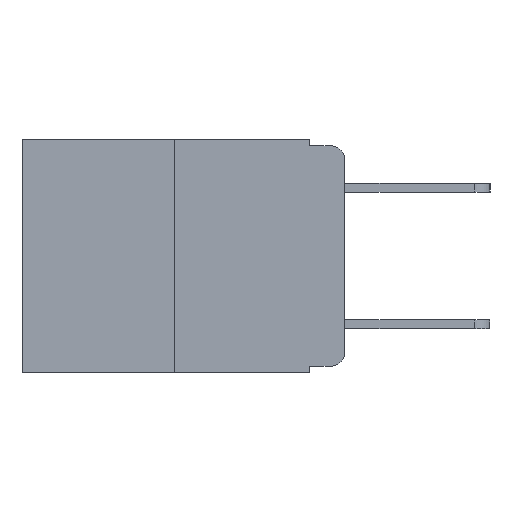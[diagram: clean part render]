
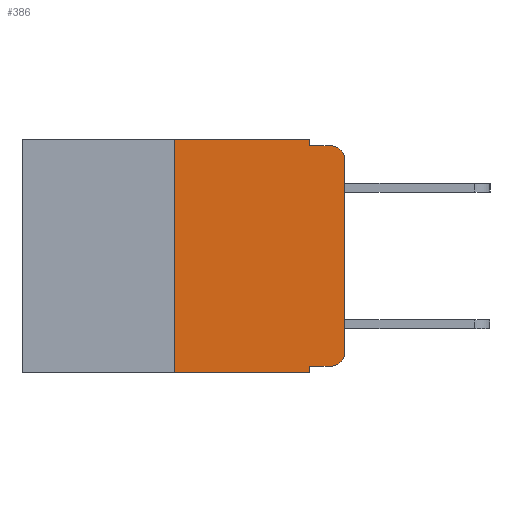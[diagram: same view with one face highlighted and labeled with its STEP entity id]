
A CAD part, left-side view. The second image highlights one B-rep face of the part: STEP entity #386.
In plain terms, the highlighted planar face has unit normal (-1, 0, 0).
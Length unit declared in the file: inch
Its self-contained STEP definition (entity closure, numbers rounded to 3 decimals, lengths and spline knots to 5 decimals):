
#62 = VECTOR ( 'NONE', #14800, 39.37008 ) ;
#323 = LINE ( 'NONE', #7451, #11330 ) ;
#386 = ADVANCED_FACE ( 'NONE', ( #14054 ), #4044, .F. ) ;
#439 = EDGE_LOOP ( 'NONE', ( #8223, #9820, #11269, #11723, #11770, #12632, #14120, #1372, #2864, #5897 ) ) ;
#454 = DIRECTION ( 'NONE',  ( 0., 0., -1. ) ) ;
#464 = CARTESIAN_POINT ( 'NONE',  ( 0., 0.25, 0. ) ) ;
#485 = CARTESIAN_POINT ( 'NONE',  ( 0., 0.02, -0.313 ) ) ;
#672 = DIRECTION ( 'NONE',  ( 0., 0., 1. ) ) ;
#754 = DIRECTION ( 'NONE',  ( 0., -1., 0. ) ) ;
#1270 = DIRECTION ( 'NONE',  ( 0., 0., -1. ) ) ;
#1294 = DIRECTION ( 'NONE',  ( -1., 0., 0. ) ) ;
#1372 = ORIENTED_EDGE ( 'NONE', *, *, #5634, .F. ) ;
#2079 = AXIS2_PLACEMENT_3D ( 'NONE', #5617, #10528, #10519 ) ;
#2094 = LINE ( 'NONE', #464, #12669 ) ;
#2559 = VECTOR ( 'NONE', #454, 39.37008 ) ;
#2864 = ORIENTED_EDGE ( 'NONE', *, *, #5636, .T. ) ;
#3247 = VERTEX_POINT ( 'NONE', #15205 ) ;
#3951 = CIRCLE ( 'NONE', #7885, 0.02 ) ;
#4020 = VERTEX_POINT ( 'NONE', #6762 ) ;
#4044 = PLANE ( 'NONE',  #2079 ) ;
#4538 = VERTEX_POINT ( 'NONE', #11184 ) ;
#4693 = LINE ( 'NONE', #14778, #62 ) ;
#4788 = EDGE_CURVE ( 'NONE', #10123, #11209, #7211, .T. ) ;
#4910 = VERTEX_POINT ( 'NONE', #5132 ) ;
#5100 = EDGE_CURVE ( 'NONE', #6375, #10718, #4693, .T. ) ;
#5132 = CARTESIAN_POINT ( 'NONE',  ( 0., 0.02, -0.333 ) ) ;
#5237 = CARTESIAN_POINT ( 'NONE',  ( 0., 0.051, -0.333 ) ) ;
#5548 = EDGE_CURVE ( 'NONE', #3247, #7868, #323, .T. ) ;
#5575 = EDGE_CURVE ( 'NONE', #7868, #4020, #3951, .T. ) ;
#5578 = EDGE_CURVE ( 'NONE', #4538, #4020, #7356, .T. ) ;
#5611 = VECTOR ( 'NONE', #16879, 39.37008 ) ;
#5612 = DIRECTION ( 'NONE',  ( 0., -1., 0. ) ) ;
#5617 = CARTESIAN_POINT ( 'NONE',  ( 0., 0.473, 0. ) ) ;
#5628 = EDGE_CURVE ( 'NONE', #11209, #4538, #13032, .T. ) ;
#5633 = EDGE_CURVE ( 'NONE', #6375, #10123, #2094, .T. ) ;
#5634 = EDGE_CURVE ( 'NONE', #9734, #10718, #15632, .T. ) ;
#5636 = EDGE_CURVE ( 'NONE', #9734, #4910, #9229, .T. ) ;
#5653 = EDGE_CURVE ( 'NONE', #4910, #3247, #12318, .T. ) ;
#5897 = ORIENTED_EDGE ( 'NONE', *, *, #5653, .T. ) ;
#6375 = VERTEX_POINT ( 'NONE', #11107 ) ;
#6762 = CARTESIAN_POINT ( 'NONE',  ( 0., 0.02, -0.01 ) ) ;
#7029 = CARTESIAN_POINT ( 'NONE',  ( 0., 0.051, -0.01 ) ) ;
#7211 = LINE ( 'NONE', #15927, #10364 ) ;
#7356 = LINE ( 'NONE', #7029, #16567 ) ;
#7451 = CARTESIAN_POINT ( 'NONE',  ( 0., 0., 0. ) ) ;
#7868 = VERTEX_POINT ( 'NONE', #16981 ) ;
#7885 = AXIS2_PLACEMENT_3D ( 'NONE', #11761, #11726, #11706 ) ;
#8223 = ORIENTED_EDGE ( 'NONE', *, *, #5548, .T. ) ;
#9141 = DIRECTION ( 'NONE',  ( 0., -1., 0. ) ) ;
#9229 = LINE ( 'NONE', #16924, #15313 ) ;
#9734 = VERTEX_POINT ( 'NONE', #5237 ) ;
#9820 = ORIENTED_EDGE ( 'NONE', *, *, #5575, .T. ) ;
#10123 = VERTEX_POINT ( 'NONE', #13910 ) ;
#10364 = VECTOR ( 'NONE', #9141, 39.37008 ) ;
#10519 = DIRECTION ( 'NONE',  ( 0., 0., -1. ) ) ;
#10528 = DIRECTION ( 'NONE',  ( 1., 0., 0. ) ) ;
#10596 = AXIS2_PLACEMENT_3D ( 'NONE', #485, #1294, #1270 ) ;
#10718 = VERTEX_POINT ( 'NONE', #11807 ) ;
#11107 = CARTESIAN_POINT ( 'NONE',  ( 0., 0.25, -0.343 ) ) ;
#11184 = CARTESIAN_POINT ( 'NONE',  ( 0., 0.051, -0.01 ) ) ;
#11209 = VERTEX_POINT ( 'NONE', #15500 ) ;
#11269 = ORIENTED_EDGE ( 'NONE', *, *, #5578, .F. ) ;
#11330 = VECTOR ( 'NONE', #12666, 39.37008 ) ;
#11706 = DIRECTION ( 'NONE',  ( 0., 0., -1. ) ) ;
#11723 = ORIENTED_EDGE ( 'NONE', *, *, #5628, .F. ) ;
#11726 = DIRECTION ( 'NONE',  ( -1., 0., 0. ) ) ;
#11761 = CARTESIAN_POINT ( 'NONE',  ( 0., 0.02, -0.03 ) ) ;
#11770 = ORIENTED_EDGE ( 'NONE', *, *, #4788, .F. ) ;
#11807 = CARTESIAN_POINT ( 'NONE',  ( 0., 0.051, -0.343 ) ) ;
#12318 = CIRCLE ( 'NONE', #10596, 0.02 ) ;
#12632 = ORIENTED_EDGE ( 'NONE', *, *, #5633, .F. ) ;
#12666 = DIRECTION ( 'NONE',  ( 0., 0., 1. ) ) ;
#12669 = VECTOR ( 'NONE', #672, 39.37008 ) ;
#13032 = LINE ( 'NONE', #16650, #2559 ) ;
#13910 = CARTESIAN_POINT ( 'NONE',  ( 0., 0.25, 0. ) ) ;
#14054 = FACE_OUTER_BOUND ( 'NONE', #439, .T. ) ;
#14120 = ORIENTED_EDGE ( 'NONE', *, *, #5100, .T. ) ;
#14778 = CARTESIAN_POINT ( 'NONE',  ( 0., 0.473, -0.343 ) ) ;
#14800 = DIRECTION ( 'NONE',  ( 0., -1., 0. ) ) ;
#15205 = CARTESIAN_POINT ( 'NONE',  ( 0., 0., -0.313 ) ) ;
#15313 = VECTOR ( 'NONE', #754, 39.37008 ) ;
#15500 = CARTESIAN_POINT ( 'NONE',  ( 0., 0.051, 0. ) ) ;
#15632 = LINE ( 'NONE', #16862, #5611 ) ;
#15927 = CARTESIAN_POINT ( 'NONE',  ( 0., 0.473, 0. ) ) ;
#16567 = VECTOR ( 'NONE', #5612, 39.37008 ) ;
#16650 = CARTESIAN_POINT ( 'NONE',  ( 0., 0.051, 0. ) ) ;
#16862 = CARTESIAN_POINT ( 'NONE',  ( 0., 0.051, 0. ) ) ;
#16879 = DIRECTION ( 'NONE',  ( 0., 0., -1. ) ) ;
#16924 = CARTESIAN_POINT ( 'NONE',  ( 0., 0.051, -0.333 ) ) ;
#16981 = CARTESIAN_POINT ( 'NONE',  ( 0., 0., -0.03 ) ) ;
